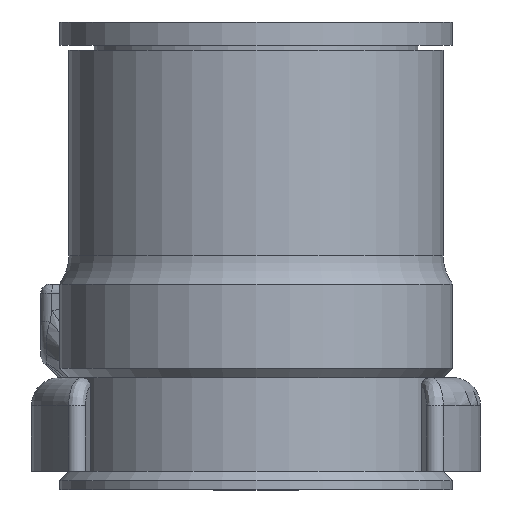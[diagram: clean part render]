
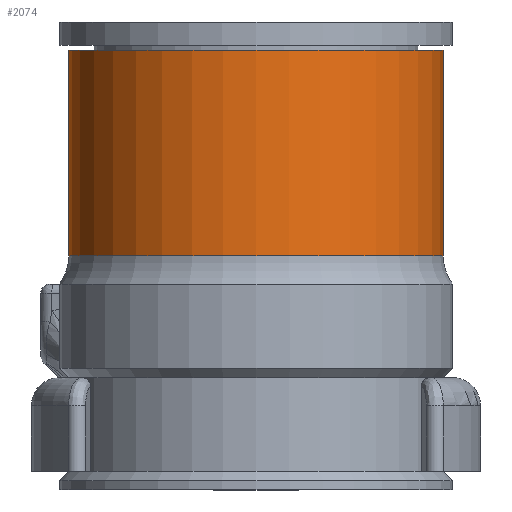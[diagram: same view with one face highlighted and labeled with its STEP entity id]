
A CAD part, left-side view. The second image highlights one B-rep face of the part: STEP entity #2074.
In plain terms, the highlighted cylindrical face has radius 20 mm (diameter 40 mm), a full revolution.
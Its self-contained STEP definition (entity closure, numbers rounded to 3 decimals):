
#200=CYLINDRICAL_SURFACE('',#2267,20.);
#280=FACE_OUTER_BOUND('',#448,.T.);
#448=EDGE_LOOP('',(#1534,#1535,#1536,#1537,#1538));
#621=LINE('',#3273,#714);
#714=VECTOR('',#2620,20.);
#857=CIRCLE('',#2262,20.);
#858=CIRCLE('',#2263,20.);
#862=CIRCLE('',#2268,20.);
#1034=VERTEX_POINT('',#3261);
#1035=VERTEX_POINT('',#3262);
#1038=VERTEX_POINT('',#3271);
#1225=EDGE_CURVE('',#1034,#1035,#857,.T.);
#1226=EDGE_CURVE('',#1035,#1034,#858,.T.);
#1230=EDGE_CURVE('',#1038,#1038,#862,.T.);
#1231=EDGE_CURVE('',#1038,#1035,#621,.T.);
#1534=ORIENTED_EDGE('',*,*,#1230,.F.);
#1535=ORIENTED_EDGE('',*,*,#1231,.T.);
#1536=ORIENTED_EDGE('',*,*,#1225,.F.);
#1537=ORIENTED_EDGE('',*,*,#1226,.F.);
#1538=ORIENTED_EDGE('',*,*,#1231,.F.);
#2074=ADVANCED_FACE('',(#280),#200,.T.);
#2262=AXIS2_PLACEMENT_3D('',#3263,#2606,#2607);
#2263=AXIS2_PLACEMENT_3D('',#3264,#2608,#2609);
#2267=AXIS2_PLACEMENT_3D('',#3270,#2616,#2617);
#2268=AXIS2_PLACEMENT_3D('',#3272,#2618,#2619);
#2606=DIRECTION('center_axis',(0.,0.,-1.));
#2607=DIRECTION('ref_axis',(-1.,0.,0.));
#2608=DIRECTION('center_axis',(0.,0.,-1.));
#2609=DIRECTION('ref_axis',(-1.,0.,0.));
#2616=DIRECTION('center_axis',(0.,0.,1.));
#2617=DIRECTION('ref_axis',(1.,0.,0.));
#2618=DIRECTION('center_axis',(0.,0.,1.));
#2619=DIRECTION('ref_axis',(1.,0.,0.));
#2620=DIRECTION('',(0.,0.,-1.));
#3261=CARTESIAN_POINT('',(-35.,0.,33.375));
#3262=CARTESIAN_POINT('',(-75.,0.,33.375));
#3263=CARTESIAN_POINT('Origin',(-55.,0.,33.375));
#3264=CARTESIAN_POINT('Origin',(-55.,0.,33.375));
#3270=CARTESIAN_POINT('Origin',(-55.,0.,10.375));
#3271=CARTESIAN_POINT('',(-75.,0.,55.375));
#3272=CARTESIAN_POINT('Origin',(-55.,0.,55.375));
#3273=CARTESIAN_POINT('',(-75.,0.,10.375));
